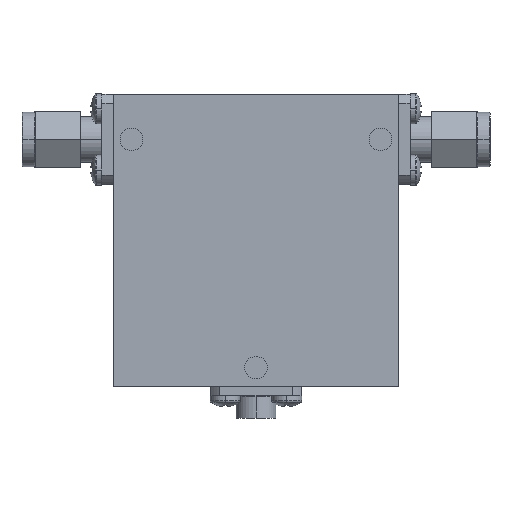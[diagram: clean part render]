
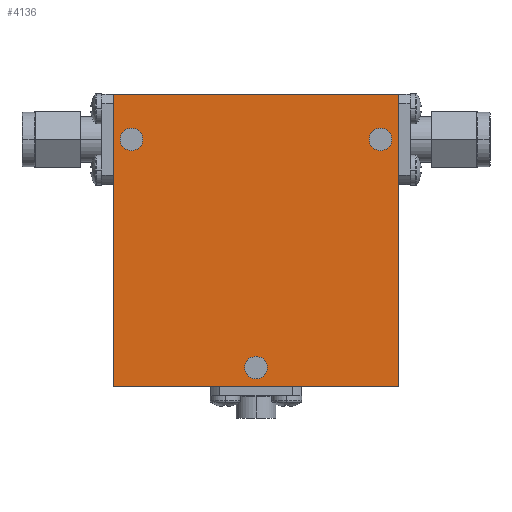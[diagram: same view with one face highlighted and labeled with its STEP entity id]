
A CAD part, top view. The second image highlights one B-rep face of the part: STEP entity #4136.
In plain terms, the highlighted face is planar.
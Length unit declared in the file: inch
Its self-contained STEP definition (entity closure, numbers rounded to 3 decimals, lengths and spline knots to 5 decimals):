
#15 = LINE ( 'NONE', #1141, #4296 ) ;
#27 = CARTESIAN_POINT ( 'NONE',  ( 0.7525, 0.56, -0.35 ) ) ;
#29 = ORIENTED_EDGE ( 'NONE', *, *, #3124, .T. ) ;
#30 = EDGE_CURVE ( 'NONE', #2339, #436, #2939, .T. ) ;
#35 = DIRECTION ( 'NONE',  ( 0., 0., 1. ) ) ;
#256 = ORIENTED_EDGE ( 'NONE', *, *, #1585, .F. ) ;
#303 = ORIENTED_EDGE ( 'NONE', *, *, #2121, .F. ) ;
#304 = CARTESIAN_POINT ( 'NONE',  ( -0.79, 0.81, -0.35 ) ) ;
#312 = EDGE_LOOP ( 'NONE', ( #2129, #256, #481, #303 ) ) ;
#367 = EDGE_LOOP ( 'NONE', ( #4310, #29 ) ) ;
#436 = VERTEX_POINT ( 'NONE', #3278 ) ;
#449 = VERTEX_POINT ( 'NONE', #962 ) ;
#481 = ORIENTED_EDGE ( 'NONE', *, *, #3007, .F. ) ;
#505 = EDGE_CURVE ( 'NONE', #1343, #3301, #1899, .T. ) ;
#699 = AXIS2_PLACEMENT_3D ( 'NONE', #2717, #714, #4360 ) ;
#700 = FACE_OUTER_BOUND ( 'NONE', #312, .T. ) ;
#714 = DIRECTION ( 'NONE',  ( 0., 0., 1. ) ) ;
#717 = DIRECTION ( 'NONE',  ( 1., 0., 0. ) ) ;
#721 = DIRECTION ( 'NONE',  ( 0., 0., 1. ) ) ;
#746 = CIRCLE ( 'NONE', #2332, 0.0625 ) ;
#765 = CARTESIAN_POINT ( 'NONE',  ( 0.69, 0.56, -0.35 ) ) ;
#836 = CARTESIAN_POINT ( 'NONE',  ( 0.79, 0.81, -0.35 ) ) ;
#962 = CARTESIAN_POINT ( 'NONE',  ( -0.79, -0.81, -0.35 ) ) ;
#996 = DIRECTION ( 'NONE',  ( 0., -1., 0. ) ) ;
#1127 = DIRECTION ( 'NONE',  ( 0., 1., 0. ) ) ;
#1141 = CARTESIAN_POINT ( 'NONE',  ( 0.79, 0.81, -0.35 ) ) ;
#1185 = EDGE_LOOP ( 'NONE', ( #4073, #1503 ) ) ;
#1208 = ORIENTED_EDGE ( 'NONE', *, *, #1393, .T. ) ;
#1343 = VERTEX_POINT ( 'NONE', #3736 ) ;
#1393 = EDGE_CURVE ( 'NONE', #3969, #2029, #3296, .T. ) ;
#1439 = DIRECTION ( 'NONE',  ( 1., 0., 0. ) ) ;
#1503 = ORIENTED_EDGE ( 'NONE', *, *, #505, .T. ) ;
#1580 = ORIENTED_EDGE ( 'NONE', *, *, #2230, .T. ) ;
#1585 = EDGE_CURVE ( 'NONE', #449, #2189, #1726, .T. ) ;
#1623 = DIRECTION ( 'NONE',  ( -1., 0., 0. ) ) ;
#1640 = CARTESIAN_POINT ( 'NONE',  ( -0.79, 0.81, -0.35 ) ) ;
#1726 = LINE ( 'NONE', #3655, #3029 ) ;
#1899 = CIRCLE ( 'NONE', #4291, 0.0625 ) ;
#2003 = FACE_BOUND ( 'NONE', #2956, .T. ) ;
#2029 = VERTEX_POINT ( 'NONE', #3594 ) ;
#2081 = CARTESIAN_POINT ( 'NONE',  ( 0., -0.705, -0.35 ) ) ;
#2121 = EDGE_CURVE ( 'NONE', #3394, #2178, #3627, .T. ) ;
#2129 = ORIENTED_EDGE ( 'NONE', *, *, #3459, .F. ) ;
#2178 = VERTEX_POINT ( 'NONE', #3712 ) ;
#2189 = VERTEX_POINT ( 'NONE', #2672 ) ;
#2230 = EDGE_CURVE ( 'NONE', #2029, #3969, #3392, .T. ) ;
#2249 = AXIS2_PLACEMENT_3D ( 'NONE', #3397, #721, #2421 ) ;
#2314 = DIRECTION ( 'NONE',  ( 1., 0., 0. ) ) ;
#2332 = AXIS2_PLACEMENT_3D ( 'NONE', #2081, #3011, #2411 ) ;
#2339 = VERTEX_POINT ( 'NONE', #3635 ) ;
#2411 = DIRECTION ( 'NONE',  ( 1., 0., 0. ) ) ;
#2421 = DIRECTION ( 'NONE',  ( 1., 0., 0. ) ) ;
#2425 = EDGE_CURVE ( 'NONE', #3301, #1343, #746, .T. ) ;
#2532 = PLANE ( 'NONE',  #2750 ) ;
#2536 = VECTOR ( 'NONE', #996, 39.37008 ) ;
#2546 = DIRECTION ( 'NONE',  ( 0., 0., 1. ) ) ;
#2556 = VECTOR ( 'NONE', #1623, 39.37008 ) ;
#2672 = CARTESIAN_POINT ( 'NONE',  ( 0.79, -0.81, -0.35 ) ) ;
#2717 = CARTESIAN_POINT ( 'NONE',  ( 0.69, 0.56, -0.35 ) ) ;
#2722 = CARTESIAN_POINT ( 'NONE',  ( -0.69, 0.56, -0.35 ) ) ;
#2743 = AXIS2_PLACEMENT_3D ( 'NONE', #765, #4191, #1439 ) ;
#2750 = AXIS2_PLACEMENT_3D ( 'NONE', #3929, #2546, #3238 ) ;
#2857 = LINE ( 'NONE', #304, #2536 ) ;
#2939 = CIRCLE ( 'NONE', #4042, 0.0625 ) ;
#2956 = EDGE_LOOP ( 'NONE', ( #1208, #1580 ) ) ;
#2968 = CARTESIAN_POINT ( 'NONE',  ( 0., -0.705, -0.35 ) ) ;
#3000 = FACE_BOUND ( 'NONE', #1185, .T. ) ;
#3007 = EDGE_CURVE ( 'NONE', #2178, #449, #2857, .T. ) ;
#3011 = DIRECTION ( 'NONE',  ( 0., 0., 1. ) ) ;
#3029 = VECTOR ( 'NONE', #3223, 39.37008 ) ;
#3124 = EDGE_CURVE ( 'NONE', #436, #2339, #3835, .T. ) ;
#3223 = DIRECTION ( 'NONE',  ( 1., 0., 0. ) ) ;
#3238 = DIRECTION ( 'NONE',  ( 1., 0., 0. ) ) ;
#3278 = CARTESIAN_POINT ( 'NONE',  ( -0.7525, 0.56, -0.35 ) ) ;
#3296 = CIRCLE ( 'NONE', #2743, 0.0625 ) ;
#3301 = VERTEX_POINT ( 'NONE', #4258 ) ;
#3392 = CIRCLE ( 'NONE', #699, 0.0625 ) ;
#3394 = VERTEX_POINT ( 'NONE', #836 ) ;
#3397 = CARTESIAN_POINT ( 'NONE',  ( -0.69, 0.56, -0.35 ) ) ;
#3424 = FACE_BOUND ( 'NONE', #367, .T. ) ;
#3459 = EDGE_CURVE ( 'NONE', #2189, #3394, #15, .T. ) ;
#3594 = CARTESIAN_POINT ( 'NONE',  ( 0.6275, 0.56, -0.35 ) ) ;
#3627 = LINE ( 'NONE', #1640, #2556 ) ;
#3635 = CARTESIAN_POINT ( 'NONE',  ( -0.6275, 0.56, -0.35 ) ) ;
#3655 = CARTESIAN_POINT ( 'NONE',  ( -0.79, -0.81, -0.35 ) ) ;
#3712 = CARTESIAN_POINT ( 'NONE',  ( -0.79, 0.81, -0.35 ) ) ;
#3736 = CARTESIAN_POINT ( 'NONE',  ( -0.0625, -0.705, -0.35 ) ) ;
#3835 = CIRCLE ( 'NONE', #2249, 0.0625 ) ;
#3929 = CARTESIAN_POINT ( 'NONE',  ( 0., 0., -0.35 ) ) ;
#3969 = VERTEX_POINT ( 'NONE', #27 ) ;
#4042 = AXIS2_PLACEMENT_3D ( 'NONE', #2722, #35, #717 ) ;
#4073 = ORIENTED_EDGE ( 'NONE', *, *, #2425, .T. ) ;
#4136 = ADVANCED_FACE ( 'NONE', ( #2003, #3000, #3424, #700 ), #2532, .F. ) ;
#4191 = DIRECTION ( 'NONE',  ( 0., 0., 1. ) ) ;
#4258 = CARTESIAN_POINT ( 'NONE',  ( 0.0625, -0.705, -0.35 ) ) ;
#4291 = AXIS2_PLACEMENT_3D ( 'NONE', #2968, #4343, #2314 ) ;
#4296 = VECTOR ( 'NONE', #1127, 39.37008 ) ;
#4310 = ORIENTED_EDGE ( 'NONE', *, *, #30, .T. ) ;
#4343 = DIRECTION ( 'NONE',  ( 0., 0., 1. ) ) ;
#4360 = DIRECTION ( 'NONE',  ( 1., 0., 0. ) ) ;
